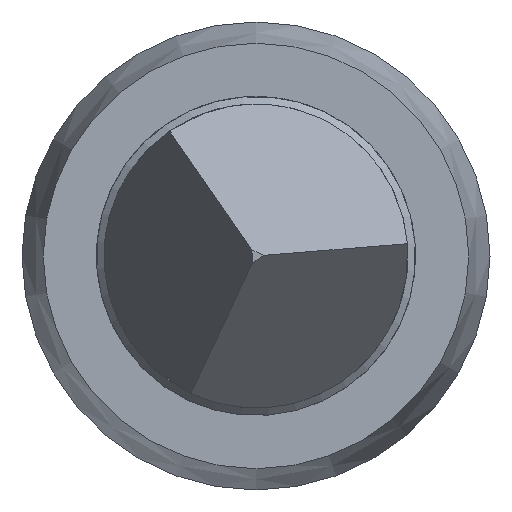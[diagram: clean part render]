
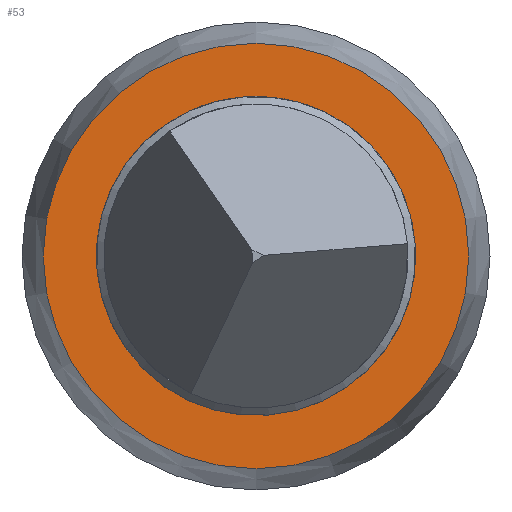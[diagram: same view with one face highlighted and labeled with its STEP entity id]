
A CAD part, left-side view. The second image highlights one B-rep face of the part: STEP entity #53.
In plain terms, the highlighted planar face has unit normal (-1, 0, 0).
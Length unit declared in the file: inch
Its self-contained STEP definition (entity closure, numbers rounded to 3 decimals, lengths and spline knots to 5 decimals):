
#42 = CARTESIAN_POINT ( 'NONE',  ( 0., 0.014, 0. ) ) ;
#53 = ADVANCED_FACE ( 'NONE', ( #116, #480 ), #484, .T. ) ;
#76 = DIRECTION ( 'NONE',  ( 1., 0., 0. ) ) ;
#86 = AXIS2_PLACEMENT_3D ( 'NONE', #42, #166, #401 ) ;
#106 = CIRCLE ( 'NONE', #387, 0.0105 ) ;
#116 = FACE_BOUND ( 'NONE', #411, .T. ) ;
#139 = CARTESIAN_POINT ( 'NONE',  ( 0., 0., 0. ) ) ;
#142 = VERTEX_POINT ( 'NONE', #440 ) ;
#166 = DIRECTION ( 'NONE',  ( -1., 0., 0. ) ) ;
#176 = DIRECTION ( 'NONE',  ( 0., 0., 1. ) ) ;
#193 = CARTESIAN_POINT ( 'NONE',  ( 0., 0., -0.014 ) ) ;
#196 = ORIENTED_EDGE ( 'NONE', *, *, #338, .F. ) ;
#232 = VERTEX_POINT ( 'NONE', #193 ) ;
#293 = ORIENTED_EDGE ( 'NONE', *, *, #509, .F. ) ;
#338 = EDGE_CURVE ( 'NONE', #142, #142, #106, .T. ) ;
#387 = AXIS2_PLACEMENT_3D ( 'NONE', #425, #562, #176 ) ;
#401 = DIRECTION ( 'NONE',  ( 0., 0., 1. ) ) ;
#411 = EDGE_LOOP ( 'NONE', ( #196 ) ) ;
#425 = CARTESIAN_POINT ( 'NONE',  ( 0., 0., 0. ) ) ;
#431 = DIRECTION ( 'NONE',  ( 0., 0., -1. ) ) ;
#440 = CARTESIAN_POINT ( 'NONE',  ( 0., 0., 0.0105 ) ) ;
#442 = CIRCLE ( 'NONE', #519, 0.014 ) ;
#480 = FACE_OUTER_BOUND ( 'NONE', #485, .T. ) ;
#484 = PLANE ( 'NONE',  #86 ) ;
#485 = EDGE_LOOP ( 'NONE', ( #293 ) ) ;
#509 = EDGE_CURVE ( 'NONE', #232, #232, #442, .T. ) ;
#519 = AXIS2_PLACEMENT_3D ( 'NONE', #139, #76, #431 ) ;
#562 = DIRECTION ( 'NONE',  ( -1., 0., 0. ) ) ;
